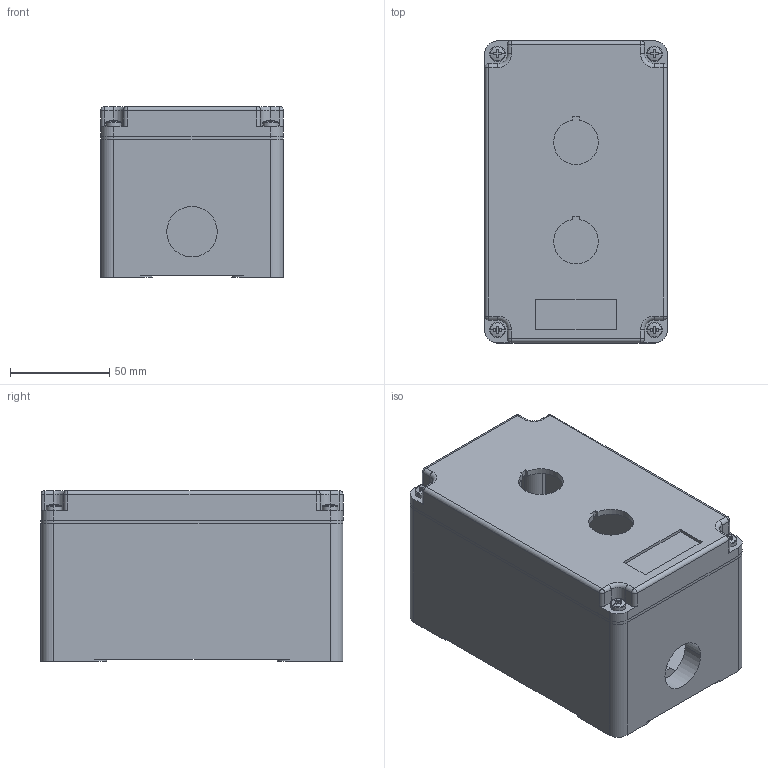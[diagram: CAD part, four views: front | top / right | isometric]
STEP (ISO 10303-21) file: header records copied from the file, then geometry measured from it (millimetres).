
FILE_DESCRIPTION(('Creo Elements/Direct Modeling STEP Export'),'2;1');
FILE_NAME('A2B_0915.02.stp','2011-09-07T10:24:40',(''),(''),'Creo Elements/Direct Modeling STEP processor for AP214 (Solid Model)','Creo Elements/Direct Modeling 17.0C 05-Feb-2011 (C) Parametric Technology GmbH','');
FILE_SCHEMA(('AUTOMOTIVE_DESIGN { 1 0 10303 214 1 1 1 1 }'));
Length unit declared in the file: millimetre
Products named in the file (6): COPERCHIO_C_0915.02; CASSETTA_B_0915; GUARNIZIONE_0915; VITE_M4X20; VITE_M4X8_TERRA; A2B_0915.02
Assembly tree (9 placements, depth 2):
  A2B_0915.02
    VITE_M4X8_TERRA  x2
    VITE_M4X20  x4
    GUARNIZIONE_0915
    CASSETTA_B_0915
    COPERCHIO_C_0915.02
Bounding box: 92 x 152 x 86 mm (x, y, z)
Volume: 281611.3 mm3; surface area: 155309.5 mm2
Topology: 9 solids, 9 shells, 1051 faces, 2802 edges, 1848 vertices
Faces by surface type: plane 799, cylinder 212, sphere 20, torus 16, cone 4
Entity records: 35701 total; most frequent: ORIENTED_EDGE 5032, CARTESIAN_POINT 4982, DIRECTION 4575, EDGE_CURVE 2516, VECTOR 2061, LINE 2061, VERTEX_POINT 1664, AXIS2_PLACEMENT_3D 1257
